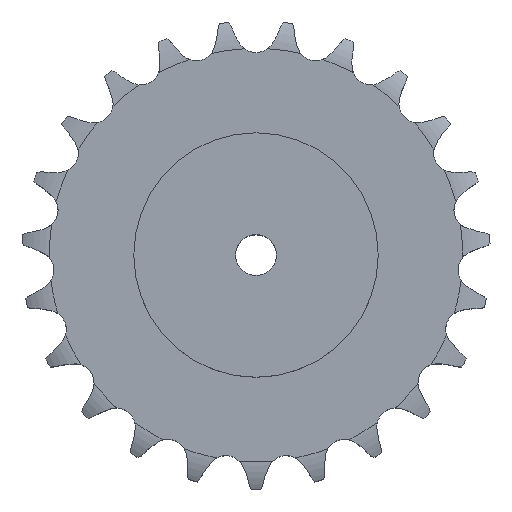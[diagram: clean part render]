
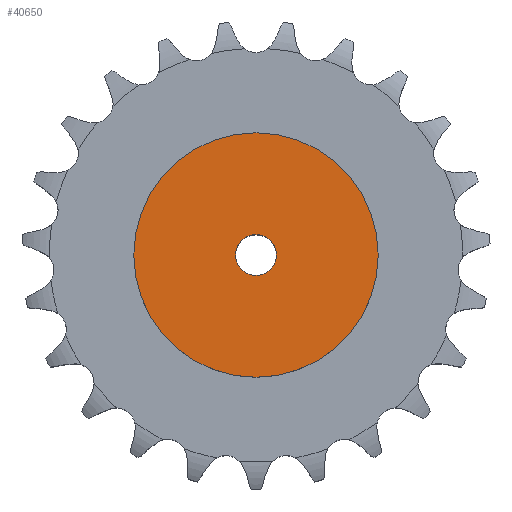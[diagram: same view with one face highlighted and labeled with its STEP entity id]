
A CAD part, top view. The second image highlights one B-rep face of the part: STEP entity #40650.
In plain terms, the highlighted planar face has unit normal (0, 0, 1).
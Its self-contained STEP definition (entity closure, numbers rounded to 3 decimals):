
#21748 = CYLINDRICAL_SURFACE('',#21749,15.);
#21749 = AXIS2_PLACEMENT_3D('',#21750,#21751,#21752);
#21750 = CARTESIAN_POINT('',(0.,0.,539.111));
#21751 = DIRECTION('',(0.,0.,1.));
#21752 = DIRECTION('',(1.,0.,0.));
#27701 = EDGE_CURVE('',#27702,#27702,#27704,.T.);
#27702 = VERTEX_POINT('',#27703);
#27703 = CARTESIAN_POINT('',(15.,0.,120.));
#27704 = SURFACE_CURVE('',#27705,(#27710,#27717),.PCURVE_S1.);
#27705 = CIRCLE('',#27706,15.);
#27706 = AXIS2_PLACEMENT_3D('',#27707,#27708,#27709);
#27707 = CARTESIAN_POINT('',(0.,0.,120.));
#27708 = DIRECTION('',(0.,0.,1.));
#27709 = DIRECTION('',(1.,0.,0.));
#27710 = PCURVE('',#21748,#27711);
#27711 = DEFINITIONAL_REPRESENTATION('',(#27712),#27716);
#27712 = LINE('',#27713,#27714);
#27713 = CARTESIAN_POINT('',(0.,-419.111));
#27714 = VECTOR('',#27715,1.);
#27715 = DIRECTION('',(1.,0.));
#27716 = ( GEOMETRIC_REPRESENTATION_CONTEXT(2) 
PARAMETRIC_REPRESENTATION_CONTEXT() REPRESENTATION_CONTEXT('2D SPACE',''
  ) );
#27717 = PCURVE('',#27718,#27723);
#27718 = PLANE('',#27719);
#27719 = AXIS2_PLACEMENT_3D('',#27720,#27721,#27722);
#27720 = CARTESIAN_POINT('',(0.,0.,120.));
#27721 = DIRECTION('',(0.,0.,1.));
#27722 = DIRECTION('',(1.,0.,0.));
#27723 = DEFINITIONAL_REPRESENTATION('',(#27724),#27728);
#27724 = CIRCLE('',#27725,15.);
#27725 = AXIS2_PLACEMENT_2D('',#27726,#27727);
#27726 = CARTESIAN_POINT('',(0.,0.));
#27727 = DIRECTION('',(1.,0.));
#27728 = ( GEOMETRIC_REPRESENTATION_CONTEXT(2) 
PARAMETRIC_REPRESENTATION_CONTEXT() REPRESENTATION_CONTEXT('2D SPACE',''
  ) );
#40650 = ADVANCED_FACE('',(#40651,#40682),#27718,.T.);
#40651 = FACE_BOUND('',#40652,.T.);
#40652 = EDGE_LOOP('',(#40653));
#40653 = ORIENTED_EDGE('',*,*,#40654,.T.);
#40654 = EDGE_CURVE('',#40655,#40655,#40657,.T.);
#40655 = VERTEX_POINT('',#40656);
#40656 = CARTESIAN_POINT('',(90.,0.,120.));
#40657 = SURFACE_CURVE('',#40658,(#40663,#40670),.PCURVE_S1.);
#40658 = CIRCLE('',#40659,90.);
#40659 = AXIS2_PLACEMENT_3D('',#40660,#40661,#40662);
#40660 = CARTESIAN_POINT('',(0.,0.,120.));
#40661 = DIRECTION('',(0.,0.,1.));
#40662 = DIRECTION('',(1.,0.,0.));
#40663 = PCURVE('',#27718,#40664);
#40664 = DEFINITIONAL_REPRESENTATION('',(#40665),#40669);
#40665 = CIRCLE('',#40666,90.);
#40666 = AXIS2_PLACEMENT_2D('',#40667,#40668);
#40667 = CARTESIAN_POINT('',(0.,0.));
#40668 = DIRECTION('',(1.,0.));
#40669 = ( GEOMETRIC_REPRESENTATION_CONTEXT(2) 
PARAMETRIC_REPRESENTATION_CONTEXT() REPRESENTATION_CONTEXT('2D SPACE',''
  ) );
#40670 = PCURVE('',#40671,#40676);
#40671 = CYLINDRICAL_SURFACE('',#40672,90.);
#40672 = AXIS2_PLACEMENT_3D('',#40673,#40674,#40675);
#40673 = CARTESIAN_POINT('',(0.,0.,0.));
#40674 = DIRECTION('',(-0.,-0.,-1.));
#40675 = DIRECTION('',(1.,0.,0.));
#40676 = DEFINITIONAL_REPRESENTATION('',(#40677),#40681);
#40677 = LINE('',#40678,#40679);
#40678 = CARTESIAN_POINT('',(-0.,-120.));
#40679 = VECTOR('',#40680,1.);
#40680 = DIRECTION('',(-1.,0.));
#40681 = ( GEOMETRIC_REPRESENTATION_CONTEXT(2) 
PARAMETRIC_REPRESENTATION_CONTEXT() REPRESENTATION_CONTEXT('2D SPACE',''
  ) );
#40682 = FACE_BOUND('',#40683,.T.);
#40683 = EDGE_LOOP('',(#40684));
#40684 = ORIENTED_EDGE('',*,*,#27701,.F.);
